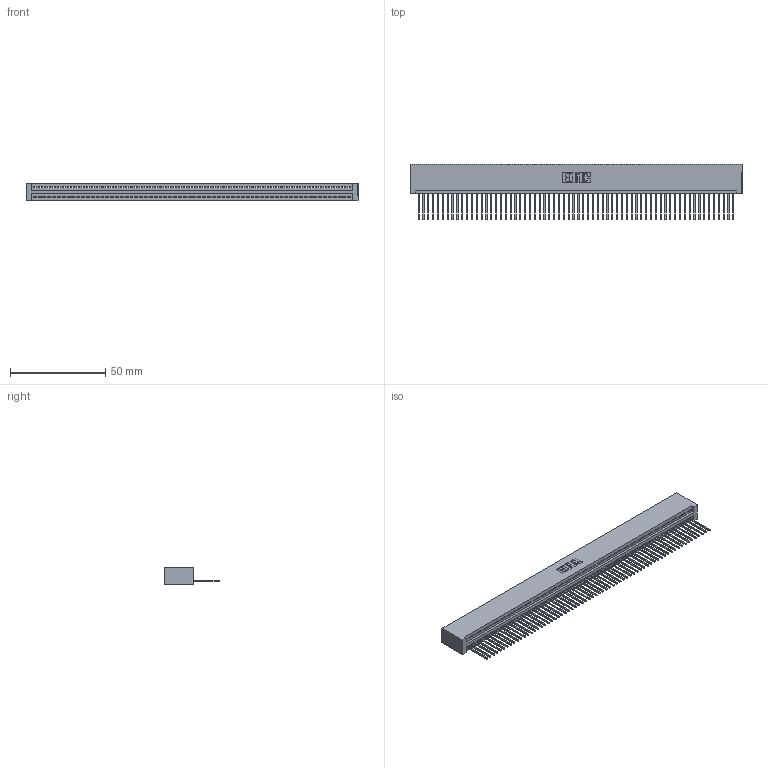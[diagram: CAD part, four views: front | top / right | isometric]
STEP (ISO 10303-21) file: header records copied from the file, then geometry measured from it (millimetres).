
FILE_DESCRIPTION (( 'STEP AP203' ), '1' );
FILE_NAME ('345-066-540-101.STEP', '2018-09-28T20:41:45', ( '' ), ( '' ), 'SwSTEP 2.0', 'SolidWorks 2016', '' );
FILE_SCHEMA (( 'CONFIG_CONTROL_DESIGN' ));
Length unit declared in the file: inch
Products named in the file (3): 345 Part_No Mounting Lugs; 345-292-001_345-293-140; 345-066-540-101
Assembly tree (67 placements, depth 2):
  345-066-540-101
    345 Part_No Mounting Lugs
    345-292-001_345-293-140  x66
Bounding box: 174.24 x 29.13 x 9.4 mm (x, y, z)
Volume: 17420.2 mm3; surface area: 24309.3 mm2
Topology: 67 solids, 67 shells, 3946 faces, 11933 edges, 7866 vertices
Faces by surface type: plane 2716, cylinder 1230
Entity records: 46183 total; most frequent: ORIENTED_EDGE 8006, CARTESIAN_POINT 8006, DIRECTION 6951, EDGE_CURVE 4003, LINE 3615, VECTOR 3615, VERTEX_POINT 2666, AXIS2_PLACEMENT_3D 1668
